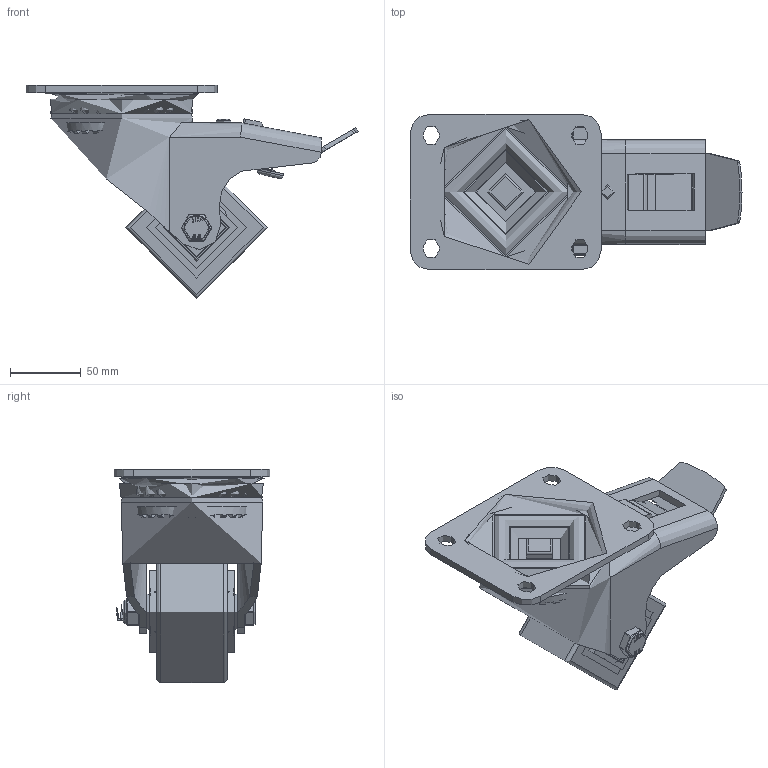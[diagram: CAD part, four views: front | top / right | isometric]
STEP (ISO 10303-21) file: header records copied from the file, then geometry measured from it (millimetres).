
FILE_DESCRIPTION(/* description */ (''),/* implementation_level */ '2;1');
FILE_NAME(/* name */ 'V52Q100PTJP05.step',/* time_stamp */ '2025-07-03T12:32:29+01:00',/* author */ (''),/* organization */ (''),/* preprocessor_version */ 'ST-DEVELOPER v20.1',/* originating_system */ 'Autodesk Translation Framework v14.10.0.0',/* authorisation */ '');
FILE_SCHEMA (('AUTOMOTIVE_DESIGN { 1 0 10303 214 3 1 1 }'));
Length unit declared in the file: millimetre
Products named in the file (42): V52Q100PTJP05; V52Q100ASSYP05 - 64 v1; TOP PLATE; bolt; ball bearings; FORKS; BEARING SEAL; BRAKE PEDAL; Component8; Component9; Component10; G100PTJ20 v3; CAST IRON RIM; POLYURETHANE TYRE; BEARING6204 v1; BEARING6204; INNER; OUTER; BALL BEARINGS_1; Component3; MIDDLE; RUBBER; BEARING6204 v1 (1); BEARING6204 (1); INNER (1); OUTER (1); BALL BEARINGS (1); Component3 (1); MIDDLE (1); RUBBER (1); BSM20XM32 v2; ZINC PLATED BEARING SPACER; TH20X2X12 v1; ZINC PLATED HEADED SPACER; TH20X2X12 v1 (1); ZINC PLATED HEADED SPACER (1); HEXBOLTM12X90Z8.8 v2; GRADE 8.8 ZINC PLATED BOLT (1); NYLOCM12Z v1; NYLOC NUT ...
Assembly tree (55 placements, depth 6):
  V52Q100PTJP05
    V52Q100ASSYP05 - 64 v1
      TOP PLATE
        bolt
        ball bearings
      FORKS
      BEARING SEAL
      BRAKE PEDAL
      Component8
        Component9
          Component10
    G100PTJ20 v3
      CAST IRON RIM
      POLYURETHANE TYRE
      BEARING6204 v1
        BEARING6204
          INNER
          OUTER
          BALL BEARINGS_1
            Component3  x8
          MIDDLE
          RUBBER
      BEARING6204 v1 (1)
        BEARING6204 (1)
          INNER (1)
          OUTER (1)
          BALL BEARINGS (1)
            Component3 (1)  x8
          MIDDLE (1)
          RUBBER (1)
      BSM20XM32 v2
        ZINC PLATED BEARING SPACER
    TH20X2X12 v1
      ZINC PLATED HEADED SPACER
    TH20X2X12 v1 (1)
      ZINC PLATED HEADED SPACER (1)
    HEXBOLTM12X90Z8.8 v2
      GRADE 8.8 ZINC PLATED BOLT (1)
    NYLOCM12Z v1
      NYLOC NUT
        NUT
        RUBBER (2)
Bounding box: 234.5 x 110 x 150.5 mm (x, y, z)
Volume: 656434.2 mm3; surface area: 256292.5 mm2
Topology: 64 solids, 64 shells, 1306 faces, 3329 edges, 2189 vertices
Faces by surface type: plane 584, cylinder 314, bspline 281, sphere 88, torus 31, cone 8
Full cylindrical faces by diameter (mm): 6 x3, 8.141 x12, 9.836 x16, 9.85 x12, 10 x2, 11.834 x16, 12 x6, 12.2 x4, 14 x2, 17.75 x1, 18.5 x1, 19.8 x2, 20 x2, 21 x1, 25 x3, 26 x2, 27 x2, 28.5 x8, 30.8 x4, 31.3 x4, 40.3 x4, 40.5 x4, 40.8 x4, 42 x10, 44 x1, 47 x4, 55 x2, 58 x2, 65 x1, 65.563 x1
Entity records: 52385 total; most frequent: CARTESIAN_POINT 21566, ORIENTED_EDGE 6410, DIRECTION 5531, EDGE_CURVE 3205, VERTEX_POINT 2159, AXIS2_PLACEMENT_3D 1982, LINE 1567, VECTOR 1567
